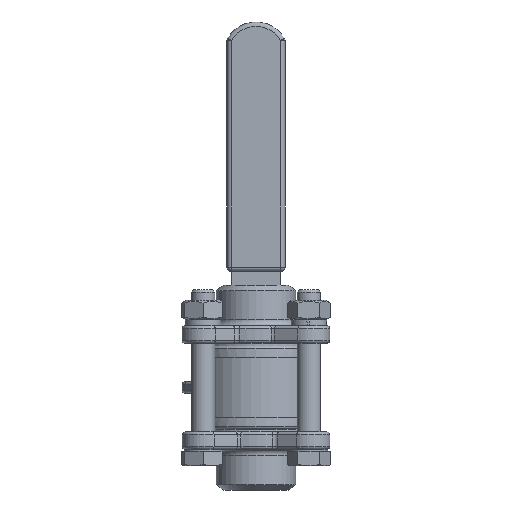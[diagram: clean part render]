
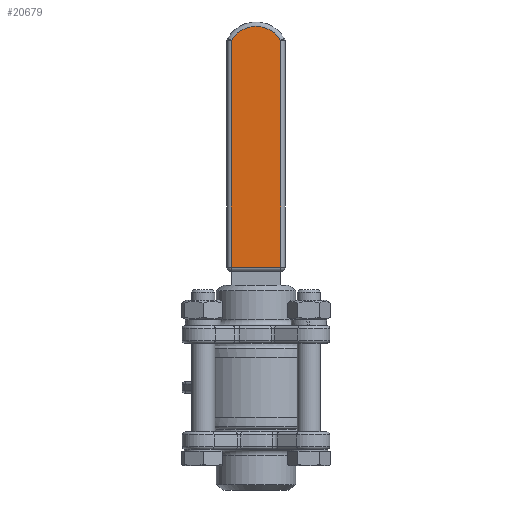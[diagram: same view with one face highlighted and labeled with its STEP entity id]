
A CAD part, front view. The second image highlights one B-rep face of the part: STEP entity #20679.
In plain terms, the highlighted planar face has unit normal (0, -1, 0).
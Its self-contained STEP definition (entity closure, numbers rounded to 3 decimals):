
#2246=LINE('',#35812,#3695);
#2248=LINE('',#35815,#3697);
#2250=LINE('',#35818,#3699);
#3695=VECTOR('',#26199,10.);
#3697=VECTOR('',#26203,10.);
#3699=VECTOR('',#26207,10.);
#4700=PLANE('',#22254);
#5726=FACE_OUTER_BOUND('',#6961,.T.);
#6961=EDGE_LOOP('',(#17237,#17238,#17239,#17240));
#7827=CIRCLE('',#22243,9.833);
#9326=VERTEX_POINT('',#35722);
#9329=VERTEX_POINT('',#35729);
#9332=VERTEX_POINT('',#35736);
#9340=VERTEX_POINT('',#35757);
#12007=EDGE_CURVE('',#9329,#9340,#7827,.T.);
#12009=EDGE_CURVE('',#9340,#9332,#2246,.T.);
#12011=EDGE_CURVE('',#9332,#9326,#2248,.T.);
#12013=EDGE_CURVE('',#9326,#9329,#2250,.T.);
#17237=ORIENTED_EDGE('',*,*,#12007,.F.);
#17238=ORIENTED_EDGE('',*,*,#12013,.F.);
#17239=ORIENTED_EDGE('',*,*,#12011,.F.);
#17240=ORIENTED_EDGE('',*,*,#12009,.F.);
#20679=ADVANCED_FACE('',(#5726),#4700,.F.);
#22243=AXIS2_PLACEMENT_3D('',#35809,#26193,#26194);
#22254=AXIS2_PLACEMENT_3D('',#36209,#26261,#26262);
#26193=DIRECTION('center_axis',(0.,1.,0.));
#26194=DIRECTION('ref_axis',(0.,0.,
1.));
#26199=DIRECTION('',(0.,0.,-1.));
#26203=DIRECTION('',(-1.,0.,0.));
#26207=DIRECTION('',(0.,0.,1.));
#26261=DIRECTION('center_axis',(0.,1.,0.));
#26262=DIRECTION('ref_axis',(0.,0.,
1.));
#35722=CARTESIAN_POINT('',(-8.5,56.,41.5));
#35729=CARTESIAN_POINT('',(-8.5,56.,119.611));
#35736=CARTESIAN_POINT('',(8.5,56.,41.5));
#35757=CARTESIAN_POINT('',(8.5,56.,119.611));
#35809=CARTESIAN_POINT('Origin',(0.,56.,114.667));
#35812=CARTESIAN_POINT('',(8.5,56.,100.018));
#35815=CARTESIAN_POINT('',(5.,56.,41.5));
#35818=CARTESIAN_POINT('',(-8.5,56.,60.018));
#36209=CARTESIAN_POINT('Origin',(0.,56.,80.035));
